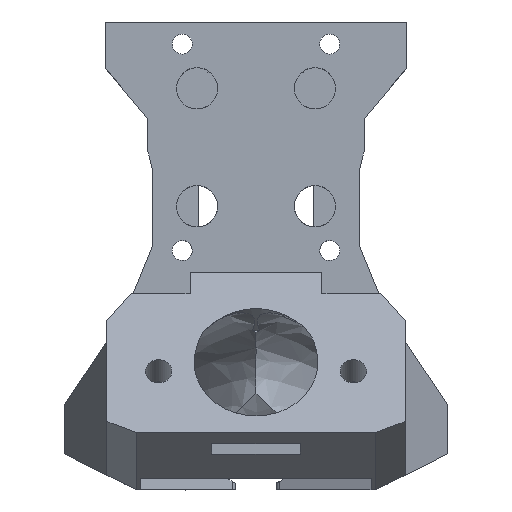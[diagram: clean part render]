
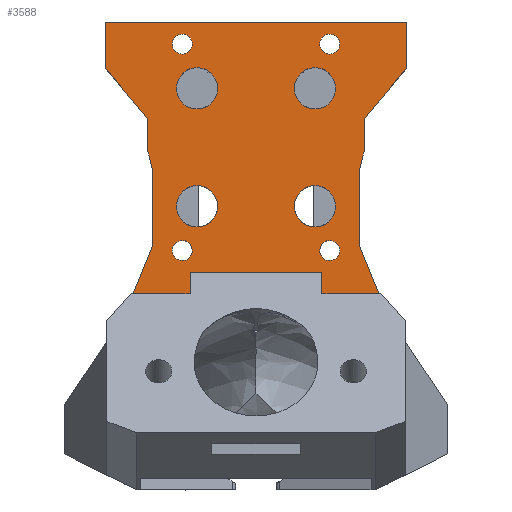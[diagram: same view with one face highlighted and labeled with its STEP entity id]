
A CAD part, front view. The second image highlights one B-rep face of the part: STEP entity #3588.
In plain terms, the highlighted planar face has unit normal (0, -1, 0).
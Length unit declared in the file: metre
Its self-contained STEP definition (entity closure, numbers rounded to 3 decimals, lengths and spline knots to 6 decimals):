
#48=CIRCLE('',#3808,0.0035);
#49=CIRCLE('',#3809,0.0035);
#50=CIRCLE('',#3810,0.0017);
#51=CIRCLE('',#3811,0.0017);
#52=CIRCLE('',#3812,0.0035);
#53=CIRCLE('',#3813,0.0035);
#54=CIRCLE('',#3814,0.0017);
#55=CIRCLE('',#3815,0.0017);
#348=ORIENTED_EDGE('',*,*,#1373,.F.);
#349=ORIENTED_EDGE('',*,*,#1399,.T.);
#350=ORIENTED_EDGE('',*,*,#1400,.F.);
#351=ORIENTED_EDGE('',*,*,#1401,.F.);
#352=ORIENTED_EDGE('',*,*,#1402,.F.);
#353=ORIENTED_EDGE('',*,*,#1403,.F.);
#354=ORIENTED_EDGE('',*,*,#1404,.F.);
#355=ORIENTED_EDGE('',*,*,#1405,.T.);
#356=ORIENTED_EDGE('',*,*,#1406,.T.);
#357=ORIENTED_EDGE('',*,*,#1407,.T.);
#358=ORIENTED_EDGE('',*,*,#1408,.T.);
#359=ORIENTED_EDGE('',*,*,#1409,.F.);
#360=ORIENTED_EDGE('',*,*,#1380,.T.);
#361=ORIENTED_EDGE('',*,*,#1410,.T.);
#362=ORIENTED_EDGE('',*,*,#1411,.F.);
#363=ORIENTED_EDGE('',*,*,#1412,.F.);
#364=ORIENTED_EDGE('',*,*,#1413,.T.);
#365=ORIENTED_EDGE('',*,*,#1414,.T.);
#366=ORIENTED_EDGE('',*,*,#1415,.T.);
#367=ORIENTED_EDGE('',*,*,#1416,.T.);
#368=ORIENTED_EDGE('',*,*,#1417,.F.);
#369=ORIENTED_EDGE('',*,*,#1418,.F.);
#1373=EDGE_CURVE('',#1899,#1901,#2228,.T.);
#1380=EDGE_CURVE('',#1907,#1908,#2234,.T.);
#1399=EDGE_CURVE('',#1899,#1923,#2250,.T.);
#1400=EDGE_CURVE('',#1924,#1923,#2251,.T.);
#1401=EDGE_CURVE('',#1925,#1924,#2252,.T.);
#1402=EDGE_CURVE('',#1926,#1925,#2253,.T.);
#1403=EDGE_CURVE('',#1927,#1926,#2254,.T.);
#1404=EDGE_CURVE('',#1928,#1927,#2255,.T.);
#1405=EDGE_CURVE('',#1928,#1929,#2256,.T.);
#1406=EDGE_CURVE('',#1929,#1930,#2257,.T.);
#1407=EDGE_CURVE('',#1930,#1931,#2258,.T.);
#1408=EDGE_CURVE('',#1931,#1932,#2259,.T.);
#1409=EDGE_CURVE('',#1907,#1932,#2260,.T.);
#1410=EDGE_CURVE('',#1908,#1901,#2261,.T.);
#1411=EDGE_CURVE('',#1933,#1933,#48,.T.);
#1412=EDGE_CURVE('',#1934,#1934,#49,.T.);
#1413=EDGE_CURVE('',#1935,#1935,#50,.T.);
#1414=EDGE_CURVE('',#1936,#1936,#51,.T.);
#1415=EDGE_CURVE('',#1937,#1937,#52,.T.);
#1416=EDGE_CURVE('',#1938,#1938,#53,.T.);
#1417=EDGE_CURVE('',#1939,#1939,#54,.T.);
#1418=EDGE_CURVE('',#1940,#1940,#55,.T.);
#1899=VERTEX_POINT('',#5733);
#1901=VERTEX_POINT('',#5736);
#1907=VERTEX_POINT('',#5753);
#1908=VERTEX_POINT('',#5754);
#1923=VERTEX_POINT('',#5794);
#1924=VERTEX_POINT('',#5796);
#1925=VERTEX_POINT('',#5798);
#1926=VERTEX_POINT('',#5800);
#1927=VERTEX_POINT('',#5802);
#1928=VERTEX_POINT('',#5804);
#1929=VERTEX_POINT('',#5806);
#1930=VERTEX_POINT('',#5808);
#1931=VERTEX_POINT('',#5810);
#1932=VERTEX_POINT('',#5812);
#1933=VERTEX_POINT('',#5816);
#1934=VERTEX_POINT('',#5818);
#1935=VERTEX_POINT('',#5820);
#1936=VERTEX_POINT('',#5822);
#1937=VERTEX_POINT('',#5824);
#1938=VERTEX_POINT('',#5826);
#1939=VERTEX_POINT('',#5828);
#1940=VERTEX_POINT('',#5830);
#2228=LINE('',#5735,#2577);
#2234=LINE('',#5752,#2583);
#2250=LINE('',#5793,#2599);
#2251=LINE('',#5795,#2600);
#2252=LINE('',#5797,#2601);
#2253=LINE('',#5799,#2602);
#2254=LINE('',#5801,#2603);
#2255=LINE('',#5803,#2604);
#2256=LINE('',#5805,#2605);
#2257=LINE('',#5807,#2606);
#2258=LINE('',#5809,#2607);
#2259=LINE('',#5811,#2608);
#2260=LINE('',#5813,#2609);
#2261=LINE('',#5814,#2610);
#2577=VECTOR('',#4151,1.);
#2583=VECTOR('',#4159,1.);
#2599=VECTOR('',#4185,1.);
#2600=VECTOR('',#4186,1.);
#2601=VECTOR('',#4187,1.);
#2602=VECTOR('',#4188,1.);
#2603=VECTOR('',#4189,1.);
#2604=VECTOR('',#4190,1.);
#2605=VECTOR('',#4191,1.);
#2606=VECTOR('',#4192,1.);
#2607=VECTOR('',#4193,1.);
#2608=VECTOR('',#4194,1.);
#2609=VECTOR('',#4195,1.);
#2610=VECTOR('',#4196,1.);
#2906=EDGE_LOOP('',(#348,#349,#350,#351,#352,#353,#354,#355,#356,#357,#358,
#359,#360,#361));
#2907=EDGE_LOOP('',(#362));
#2908=EDGE_LOOP('',(#363));
#2909=EDGE_LOOP('',(#364));
#2910=EDGE_LOOP('',(#365));
#2911=EDGE_LOOP('',(#366));
#2912=EDGE_LOOP('',(#367));
#2913=EDGE_LOOP('',(#368));
#2914=EDGE_LOOP('',(#369));
#3182=FACE_BOUND('',#2906,.T.);
#3183=FACE_BOUND('',#2907,.T.);
#3184=FACE_BOUND('',#2908,.T.);
#3185=FACE_BOUND('',#2909,.T.);
#3186=FACE_BOUND('',#2910,.T.);
#3187=FACE_BOUND('',#2911,.T.);
#3188=FACE_BOUND('',#2912,.T.);
#3189=FACE_BOUND('',#2913,.T.);
#3190=FACE_BOUND('',#2914,.T.);
#3450=PLANE('',#3807);
#3588=ADVANCED_FACE('',(#3182,#3183,#3184,#3185,#3186,#3187,#3188,#3189,
#3190),#3450,.F.);
#3807=AXIS2_PLACEMENT_3D('',#5792,#4183,#4184);
#3808=AXIS2_PLACEMENT_3D('',#5815,#4197,#4198);
#3809=AXIS2_PLACEMENT_3D('',#5817,#4199,#4200);
#3810=AXIS2_PLACEMENT_3D('',#5819,#4201,#4202);
#3811=AXIS2_PLACEMENT_3D('',#5821,#4203,#4204);
#3812=AXIS2_PLACEMENT_3D('',#5823,#4205,#4206);
#3813=AXIS2_PLACEMENT_3D('',#5825,#4207,#4208);
#3814=AXIS2_PLACEMENT_3D('',#5827,#4209,#4210);
#3815=AXIS2_PLACEMENT_3D('',#5829,#4211,#4212);
#4151=DIRECTION('',(0.378,0.,-0.926));
#4159=DIRECTION('',(-0.378,0.,-0.926));
#4183=DIRECTION('',(0.,1.,0.));
#4184=DIRECTION('',(0.,0.,1.));
#4185=DIRECTION('',(0.,0.,1.));
#4186=DIRECTION('',(-0.236,0.,-0.972));
#4187=DIRECTION('',(0.,0.,-1.));
#4188=DIRECTION('',(-0.643,0.,-0.766));
#4189=DIRECTION('',(0.,0.,-1.));
#4190=DIRECTION('',(1.,0.,0.));
#4191=DIRECTION('',(0.,0.,-1.));
#4192=DIRECTION('',(0.643,0.,-0.766));
#4193=DIRECTION('',(0.,0.,-1.));
#4194=DIRECTION('',(0.236,0.,-0.972));
#4195=DIRECTION('',(0.,0.,1.));
#4196=DIRECTION('',(1.,0.,0.));
#4197=DIRECTION('',(0.,-1.,0.));
#4198=DIRECTION('',(0.,0.,-1.));
#4199=DIRECTION('',(0.,-1.,0.));
#4200=DIRECTION('',(0.,0.,-1.));
#4201=DIRECTION('',(0.,1.,0.));
#4202=DIRECTION('',(-1.,0.,0.));
#4203=DIRECTION('',(0.,1.,0.));
#4204=DIRECTION('',(-1.,0.,0.));
#4205=DIRECTION('',(0.,1.,0.));
#4206=DIRECTION('',(0.,0.,-1.));
#4207=DIRECTION('',(0.,1.,0.));
#4208=DIRECTION('',(0.,0.,-1.));
#4209=DIRECTION('',(0.,-1.,0.));
#4210=DIRECTION('',(1.,0.,0.));
#4211=DIRECTION('',(0.,-1.,0.));
#4212=DIRECTION('',(1.,0.,0.));
#5733=CARTESIAN_POINT('',(0.0175,-0.01365,0.043332));
#5735=CARTESIAN_POINT('',(0.023813,-0.01365,0.027869));
#5736=CARTESIAN_POINT('',(0.023274,-0.01365,0.02919));
#5752=CARTESIAN_POINT('',(-0.023813,-0.01365,0.027869));
#5753=CARTESIAN_POINT('',(-0.0175,-0.01365,0.043332));
#5754=CARTESIAN_POINT('',(-0.023274,-0.01365,0.02919));
#5792=CARTESIAN_POINT('',(0.,-0.01365,0.018147));
#5793=CARTESIAN_POINT('',(0.0175,-0.01365,0.018147));
#5794=CARTESIAN_POINT('',(0.0175,-0.01365,0.055865));
#5795=CARTESIAN_POINT('',(0.01795,-0.01365,0.05772));
#5796=CARTESIAN_POINT('',(0.0184,-0.01365,0.059575));
#5797=CARTESIAN_POINT('',(0.0184,-0.01365,0.064575));
#5798=CARTESIAN_POINT('',(0.0184,-0.01365,0.064908));
#5799=CARTESIAN_POINT('',(0.024726,-0.01365,0.072447));
#5800=CARTESIAN_POINT('',(0.0256,-0.01365,0.073489));
#5801=CARTESIAN_POINT('',(0.0256,-0.01365,0.07875));
#5802=CARTESIAN_POINT('',(0.0256,-0.01365,0.08125));
#5803=CARTESIAN_POINT('',(0.012,-0.01365,0.08125));
#5804=CARTESIAN_POINT('',(-0.0256,-0.01365,0.08125));
#5805=CARTESIAN_POINT('',(-0.0256,-0.01365,0.07875));
#5806=CARTESIAN_POINT('',(-0.0256,-0.01365,0.073489));
#5807=CARTESIAN_POINT('',(-0.024726,-0.01365,0.072447));
#5808=CARTESIAN_POINT('',(-0.0184,-0.01365,0.064908));
#5809=CARTESIAN_POINT('',(-0.0184,-0.01365,0.064575));
#5810=CARTESIAN_POINT('',(-0.0184,-0.01365,0.059575));
#5811=CARTESIAN_POINT('',(-0.01795,-0.01365,0.05772));
#5812=CARTESIAN_POINT('',(-0.0175,-0.01365,0.055865));
#5813=CARTESIAN_POINT('',(-0.0175,-0.01365,0.018147));
#5814=CARTESIAN_POINT('',(-0.12414,-0.01365,0.02919));
#5815=CARTESIAN_POINT('',(-0.01,-0.01365,0.05));
#5816=CARTESIAN_POINT('',(-0.01,-0.01365,0.0465));
#5817=CARTESIAN_POINT('',(-0.01,-0.01365,0.07));
#5818=CARTESIAN_POINT('',(-0.01,-0.01365,0.0665));
#5819=CARTESIAN_POINT('',(-0.0125,-0.01365,0.0425));
#5820=CARTESIAN_POINT('',(-0.0142,-0.01365,0.0425));
#5821=CARTESIAN_POINT('',(-0.0125,-0.01365,0.0775));
#5822=CARTESIAN_POINT('',(-0.0142,-0.01365,0.0775));
#5823=CARTESIAN_POINT('',(0.01,-0.01365,0.05));
#5824=CARTESIAN_POINT('',(0.01,-0.01365,0.0465));
#5825=CARTESIAN_POINT('',(0.01,-0.01365,0.07));
#5826=CARTESIAN_POINT('',(0.01,-0.01365,0.0665));
#5827=CARTESIAN_POINT('',(0.0125,-0.01365,0.0425));
#5828=CARTESIAN_POINT('',(0.0142,-0.01365,0.0425));
#5829=CARTESIAN_POINT('',(0.0125,-0.01365,0.0775));
#5830=CARTESIAN_POINT('',(0.0142,-0.01365,0.0775));
